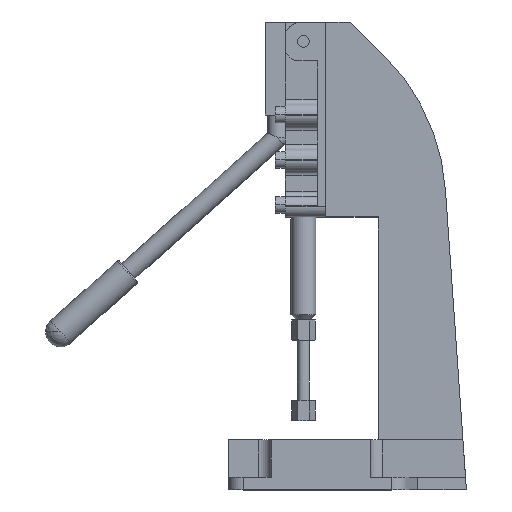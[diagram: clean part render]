
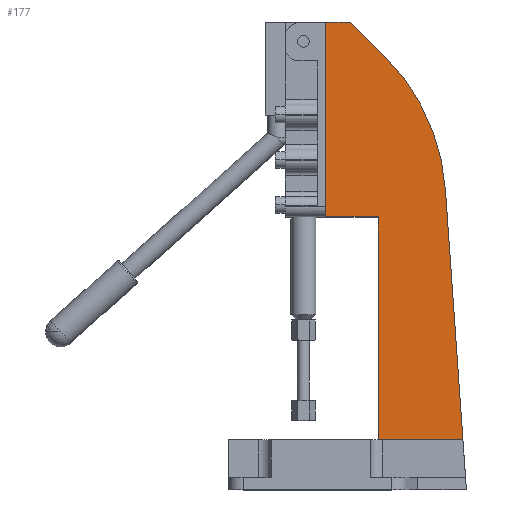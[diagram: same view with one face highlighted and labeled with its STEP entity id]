
A CAD part, top view. The second image highlights one B-rep face of the part: STEP entity #177.
In plain terms, the highlighted planar face has unit normal (0, 0, 1).
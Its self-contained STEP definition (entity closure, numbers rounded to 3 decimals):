
#177 = ADVANCED_FACE( '', ( #611 ), #612, .T. );
#611 = FACE_OUTER_BOUND( '', #1297, .T. );
#612 = PLANE( '', #1298 );
#1297 = EDGE_LOOP( '', ( #2572, #2573, #2574, #2575, #2576, #2577, #2578, #2579, #2580, #2581, #2582 ) );
#1298 = AXIS2_PLACEMENT_3D( '', #2583, #2584, #2585 );
#2572 = ORIENTED_EDGE( '', *, *, #4765, .T. );
#2573 = ORIENTED_EDGE( '', *, *, #4751, .T. );
#2574 = ORIENTED_EDGE( '', *, *, #4796, .T. );
#2575 = ORIENTED_EDGE( '', *, *, #4799, .T. );
#2576 = ORIENTED_EDGE( '', *, *, #4800, .T. );
#2577 = ORIENTED_EDGE( '', *, *, #4801, .T. );
#2578 = ORIENTED_EDGE( '', *, *, #4802, .F. );
#2579 = ORIENTED_EDGE( '', *, *, #4803, .T. );
#2580 = ORIENTED_EDGE( '', *, *, #4804, .T. );
#2581 = ORIENTED_EDGE( '', *, *, #4805, .T. );
#2582 = ORIENTED_EDGE( '', *, *, #4783, .T. );
#2583 = CARTESIAN_POINT( '', ( 0., 0., 32.94 ) );
#2584 = DIRECTION( '', ( 0., 0., 1. ) );
#2585 = DIRECTION( '', ( 1., 0., 0. ) );
#4751 = EDGE_CURVE( '', #5831, #5832, #5833, .T. );
#4765 = EDGE_CURVE( '', #5857, #5831, #5858, .T. );
#4783 = EDGE_CURVE( '', #5887, #5857, #5888, .T. );
#4796 = EDGE_CURVE( '', #5832, #5910, #5912, .T. );
#4799 = EDGE_CURVE( '', #5910, #5916, #5917, .T. );
#4800 = EDGE_CURVE( '', #5916, #5918, #5919, .T. );
#4801 = EDGE_CURVE( '', #5918, #5920, #5921, .T. );
#4802 = EDGE_CURVE( '', #5922, #5920, #5923, .T. );
#4803 = EDGE_CURVE( '', #5922, #5924, #5925, .T. );
#4804 = EDGE_CURVE( '', #5924, #5926, #5927, .T. );
#4805 = EDGE_CURVE( '', #5926, #5887, #5928, .T. );
#5831 = VERTEX_POINT( '', #7466 );
#5832 = VERTEX_POINT( '', #7467 );
#5833 = LINE( '', #7468, #7469 );
#5857 = VERTEX_POINT( '', #7503 );
#5858 = LINE( '', #7504, #7505 );
#5887 = VERTEX_POINT( '', #7549 );
#5888 = LINE( '', #7550, #7551 );
#5910 = VERTEX_POINT( '', #7582 );
#5912 = LINE( '', #7585, #7586 );
#5916 = VERTEX_POINT( '', #7592 );
#5917 = CIRCLE( '', #7593, 209. );
#5918 = VERTEX_POINT( '', #7594 );
#5919 = LINE( '', #7595, #7596 );
#5920 = VERTEX_POINT( '', #7597 );
#5921 = LINE( '', #7598, #7599 );
#5922 = VERTEX_POINT( '', #7600 );
#5923 = LINE( '', #7601, #7602 );
#5924 = VERTEX_POINT( '', #7603 );
#5925 = LINE( '', #7604, #7605 );
#5926 = VERTEX_POINT( '', #7606 );
#5927 = LINE( '', #7607, #7608 );
#5928 = LINE( '', #7609, #7610 );
#7466 = CARTESIAN_POINT( '', ( 53.899, -222.99, 32.94 ) );
#7467 = CARTESIAN_POINT( '', ( 137.503, -222.99, 32.94 ) );
#7468 = CARTESIAN_POINT( '', ( 0., -222.99, 32.94 ) );
#7469 = VECTOR( '', #9781, 1. );
#7503 = CARTESIAN_POINT( '', ( 53.899, -223., 32.94 ) );
#7504 = CARTESIAN_POINT( '', ( 53.899, -241.74, 32.94 ) );
#7505 = VECTOR( '', #9801, 1. );
#7549 = CARTESIAN_POINT( '', ( 53., -223., 32.94 ) );
#7550 = CARTESIAN_POINT( '', ( 0., -223., 32.94 ) );
#7551 = VECTOR( '', #9823, 1. );
#7582 = CARTESIAN_POINT( '', ( 119.986, 27.513, 32.94 ) );
#7585 = CARTESIAN_POINT( '', ( 141., -273., 32.94 ) );
#7586 = VECTOR( '', #9840, 1. );
#7592 = CARTESIAN_POINT( '', ( 59.28, 160.72, 32.94 ) );
#7593 = AXIS2_PLACEMENT_3D( '', #9843, #9844, #9845 );
#7594 = CARTESIAN_POINT( '', ( 25., 195., 32.94 ) );
#7595 = CARTESIAN_POINT( '', ( 59.28, 160.72, 32.94 ) );
#7596 = VECTOR( '', #9846, 1. );
#7597 = CARTESIAN_POINT( '', ( 0., 195., 32.94 ) );
#7598 = CARTESIAN_POINT( '', ( 25., 195., 32.94 ) );
#7599 = VECTOR( '', #9847, 1. );
#7600 = CARTESIAN_POINT( '', ( 0., 0.523, 32.94 ) );
#7601 = CARTESIAN_POINT( '', ( 0., 0., 32.94 ) );
#7602 = VECTOR( '', #9848, 1. );
#7603 = CARTESIAN_POINT( '', ( 0., -0.02, 32.94 ) );
#7604 = CARTESIAN_POINT( '', ( 0., 195., 32.94 ) );
#7605 = VECTOR( '', #9849, 1. );
#7606 = CARTESIAN_POINT( '', ( 53., -0.02, 32.94 ) );
#7607 = CARTESIAN_POINT( '', ( 0., -0.02, 32.94 ) );
#7608 = VECTOR( '', #9850, 1. );
#7609 = CARTESIAN_POINT( '', ( 53., -0.02, 32.94 ) );
#7610 = VECTOR( '', #9851, 1. );
#9781 = DIRECTION( '', ( 1., 0., 0. ) );
#9801 = DIRECTION( '', ( 0., 1., 0. ) );
#9823 = DIRECTION( '', ( 1., 0., 0. ) );
#9840 = DIRECTION( '', ( -0.07, 0.998, 0. ) );
#9843 = CARTESIAN_POINT( '', ( -88.505, 12.934, 32.94 ) );
#9844 = DIRECTION( '', ( 0., 0., 1. ) );
#9845 = DIRECTION( '', ( 0.998, 0.07, 0. ) );
#9846 = DIRECTION( '', ( -0.707, 0.707, 0. ) );
#9847 = DIRECTION( '', ( -1., 0., 0. ) );
#9848 = DIRECTION( '', ( 0., 1., 0. ) );
#9849 = DIRECTION( '', ( 0., -1., 0. ) );
#9850 = DIRECTION( '', ( 1., 0., 0. ) );
#9851 = DIRECTION( '', ( 0., -1., 0. ) );
